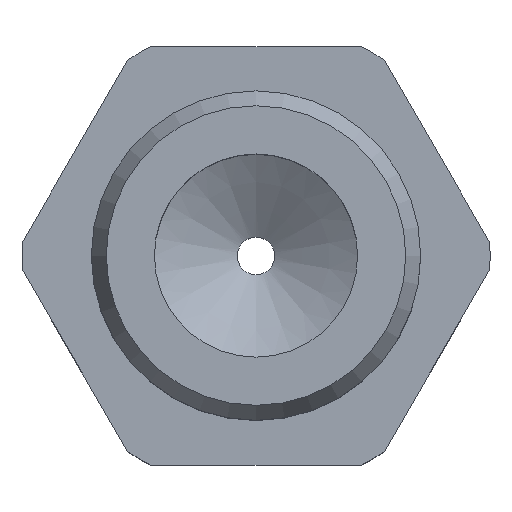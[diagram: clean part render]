
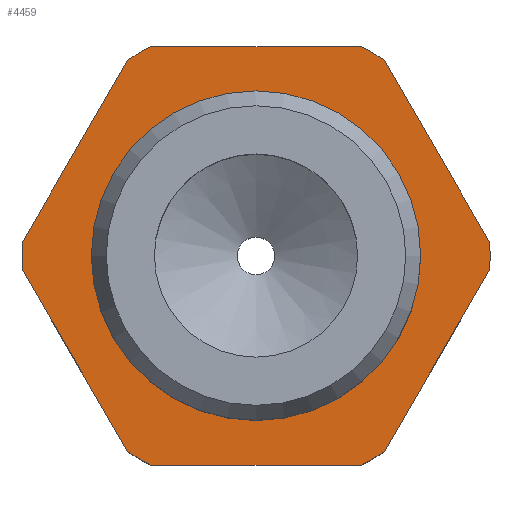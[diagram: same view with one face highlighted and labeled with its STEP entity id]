
A CAD part, top view. The second image highlights one B-rep face of the part: STEP entity #4459.
In plain terms, the highlighted planar face has unit normal (0, 0, 1).
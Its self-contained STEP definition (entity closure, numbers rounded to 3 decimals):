
#43=CIRCLE('',#4586,11.75);
#44=CIRCLE('',#4587,11.75);
#45=CIRCLE('',#4588,11.75);
#46=CIRCLE('',#4589,11.75);
#47=CIRCLE('',#4590,11.75);
#48=CIRCLE('',#4591,11.75);
#49=CIRCLE('',#4592,8.269);
#78=FACE_BOUND('',#650,.T.);
#162=PLANE('',#4585);
#390=FACE_OUTER_BOUND('',#649,.T.);
#649=EDGE_LOOP('',(#4007,#4008,#4009,#4010,#4011,#4012,#4013,#4014,#4015,
#4016,#4017,#4018));
#650=EDGE_LOOP('',(#4019));
#996=LINE('',#8922,#1349);
#999=LINE('',#8928,#1352);
#1002=LINE('',#8934,#1355);
#1005=LINE('',#8940,#1358);
#1008=LINE('',#8946,#1361);
#1011=LINE('',#8952,#1364);
#1349=VECTOR('',#5130,10.);
#1352=VECTOR('',#5135,10.);
#1355=VECTOR('',#5140,10.);
#1358=VECTOR('',#5145,10.);
#1361=VECTOR('',#5150,10.);
#1364=VECTOR('',#5155,10.);
#2075=VERTEX_POINT('',#8920);
#2076=VERTEX_POINT('',#8921);
#2077=VERTEX_POINT('',#8926);
#2078=VERTEX_POINT('',#8927);
#2079=VERTEX_POINT('',#8932);
#2080=VERTEX_POINT('',#8933);
#2081=VERTEX_POINT('',#8938);
#2082=VERTEX_POINT('',#8939);
#2083=VERTEX_POINT('',#8944);
#2084=VERTEX_POINT('',#8945);
#2085=VERTEX_POINT('',#8950);
#2086=VERTEX_POINT('',#8951);
#2087=VERTEX_POINT('',#8962);
#2720=EDGE_CURVE('',#2075,#2076,#996,.T.);
#2723=EDGE_CURVE('',#2077,#2078,#999,.T.);
#2726=EDGE_CURVE('',#2079,#2080,#1002,.T.);
#2729=EDGE_CURVE('',#2081,#2082,#1005,.T.);
#2732=EDGE_CURVE('',#2083,#2084,#1008,.T.);
#2735=EDGE_CURVE('',#2085,#2086,#1011,.T.);
#2738=EDGE_CURVE('',#2076,#2083,#43,.T.);
#2739=EDGE_CURVE('',#2084,#2081,#44,.T.);
#2740=EDGE_CURVE('',#2082,#2079,#45,.T.);
#2741=EDGE_CURVE('',#2080,#2085,#46,.T.);
#2742=EDGE_CURVE('',#2086,#2077,#47,.T.);
#2743=EDGE_CURVE('',#2078,#2075,#48,.T.);
#2744=EDGE_CURVE('',#2087,#2087,#49,.T.);
#4007=ORIENTED_EDGE('',*,*,#2720,.T.);
#4008=ORIENTED_EDGE('',*,*,#2738,.T.);
#4009=ORIENTED_EDGE('',*,*,#2732,.T.);
#4010=ORIENTED_EDGE('',*,*,#2739,.T.);
#4011=ORIENTED_EDGE('',*,*,#2729,.T.);
#4012=ORIENTED_EDGE('',*,*,#2740,.T.);
#4013=ORIENTED_EDGE('',*,*,#2726,.T.);
#4014=ORIENTED_EDGE('',*,*,#2741,.T.);
#4015=ORIENTED_EDGE('',*,*,#2735,.T.);
#4016=ORIENTED_EDGE('',*,*,#2742,.T.);
#4017=ORIENTED_EDGE('',*,*,#2723,.T.);
#4018=ORIENTED_EDGE('',*,*,#2743,.T.);
#4019=ORIENTED_EDGE('',*,*,#2744,.F.);
#4459=ADVANCED_FACE('',(#390,#78),#162,.T.);
#4585=AXIS2_PLACEMENT_3D('',#8955,#5158,#5159);
#4586=AXIS2_PLACEMENT_3D('',#8956,#5160,#5161);
#4587=AXIS2_PLACEMENT_3D('',#8957,#5162,#5163);
#4588=AXIS2_PLACEMENT_3D('',#8958,#5164,#5165);
#4589=AXIS2_PLACEMENT_3D('',#8959,#5166,#5167);
#4590=AXIS2_PLACEMENT_3D('',#8960,#5168,#5169);
#4591=AXIS2_PLACEMENT_3D('',#8961,#5170,#5171);
#4592=AXIS2_PLACEMENT_3D('',#8963,#5172,#5173);
#5130=DIRECTION('',(0.5,0.866,0.));
#5135=DIRECTION('',(1.,0.,0.));
#5140=DIRECTION('',(-0.5,-0.866,0.));
#5145=DIRECTION('',(-1.,0.,0.));
#5150=DIRECTION('',(-0.5,0.866,0.));
#5155=DIRECTION('',(0.5,-0.866,0.));
#5158=DIRECTION('center_axis',(0.,0.,1.));
#5159=DIRECTION('ref_axis',(1.,0.,0.));
#5160=DIRECTION('center_axis',(0.,0.,1.));
#5161=DIRECTION('ref_axis',(1.,0.,0.));
#5162=DIRECTION('center_axis',(0.,0.,1.));
#5163=DIRECTION('ref_axis',(1.,0.,0.));
#5164=DIRECTION('center_axis',(0.,0.,1.));
#5165=DIRECTION('ref_axis',(1.,0.,0.));
#5166=DIRECTION('center_axis',(0.,0.,1.));
#5167=DIRECTION('ref_axis',(1.,0.,0.));
#5168=DIRECTION('center_axis',(0.,0.,1.));
#5169=DIRECTION('ref_axis',(1.,0.,0.));
#5170=DIRECTION('center_axis',(0.,0.,1.));
#5171=DIRECTION('ref_axis',(1.,0.,0.));
#5172=DIRECTION('center_axis',(0.,0.,1.));
#5173=DIRECTION('ref_axis',(1.,0.,0.));
#8920=CARTESIAN_POINT('',(6.456,-9.817,0.));
#8921=CARTESIAN_POINT('',(11.73,-0.683,0.));
#8922=CARTESIAN_POINT('',(8.622,-6.067,0.));
#8926=CARTESIAN_POINT('',(-5.274,-10.5,0.));
#8927=CARTESIAN_POINT('',(5.274,-10.5,0.));
#8928=CARTESIAN_POINT('',(2.637,-10.5,0.));
#8932=CARTESIAN_POINT('',(-6.456,9.817,0.));
#8933=CARTESIAN_POINT('',(-11.73,0.683,0.));
#8934=CARTESIAN_POINT('',(-12.202,-0.134,0.));
#8938=CARTESIAN_POINT('',(5.274,10.5,0.));
#8939=CARTESIAN_POINT('',(-5.274,10.5,0.));
#8940=CARTESIAN_POINT('',(-2.637,10.5,0.));
#8944=CARTESIAN_POINT('',(11.73,0.683,0.));
#8945=CARTESIAN_POINT('',(6.456,9.817,0.));
#8946=CARTESIAN_POINT('',(9.565,4.433,0.));
#8950=CARTESIAN_POINT('',(-11.73,-0.683,0.));
#8951=CARTESIAN_POINT('',(-6.456,-9.817,0.));
#8952=CARTESIAN_POINT('',(-5.985,-10.634,0.));
#8955=CARTESIAN_POINT('Origin',(0.,-8.269,0.));
#8956=CARTESIAN_POINT('Origin',(0.,0.,0.));
#8957=CARTESIAN_POINT('Origin',(0.,0.,0.));
#8958=CARTESIAN_POINT('Origin',(0.,0.,0.));
#8959=CARTESIAN_POINT('Origin',(0.,0.,0.));
#8960=CARTESIAN_POINT('Origin',(0.,0.,0.));
#8961=CARTESIAN_POINT('Origin',(0.,0.,0.));
#8962=CARTESIAN_POINT('',(0.,8.269,0.));
#8963=CARTESIAN_POINT('Origin',(0.,0.,0.));
